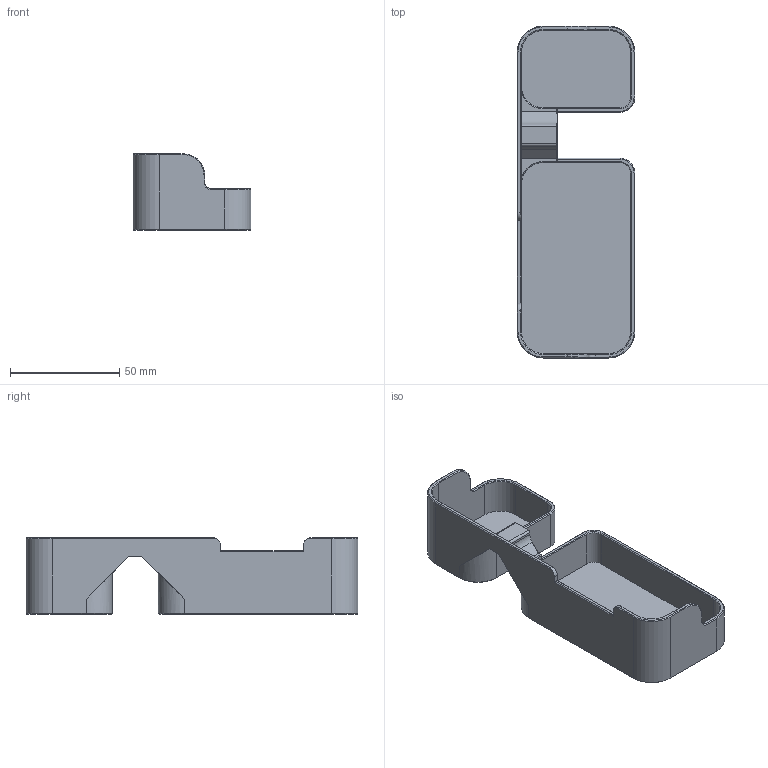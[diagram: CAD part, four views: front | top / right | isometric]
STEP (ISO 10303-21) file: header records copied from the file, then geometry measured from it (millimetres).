
FILE_DESCRIPTION(/* description */ (''),/* implementation_level */ '2;1');
FILE_NAME(/* name */ 'Bucket_350_Klicky_Deeper.stp',/* time_stamp */ '2021-10-17T13:08:12+02:00',/* author */ ('Mathias'),/* organization */ (''),/* preprocessor_version */ 'ST-DEVELOPER v18.1',/* originating_system */ 'Autodesk Inventor 2021',/* authorisation */ '');
FILE_SCHEMA (('AUTOMOTIVE_DESIGN { 1 0 10303 214 3 1 1 }'));
Length unit declared in the file: millimetre
Products named in the file (1): Bucket_350mm
Bounding box: 54 x 152 x 35 mm (x, y, z)
Volume: 35646.4 mm3; surface area: 36078.6 mm2
Topology: 1 solids, 1 shells, 170 faces, 424 edges, 256 vertices
Faces by surface type: plane 108, cone 34, cylinder 28
Full cylindrical faces by diameter (mm): 6 x2
Entity records: 5162 total; most frequent: DIRECTION 878, CARTESIAN_POINT 855, ORIENTED_EDGE 848, EDGE_CURVE 424, LINE 308, VECTOR 308, AXIS2_PLACEMENT_3D 285, VERTEX_POINT 256
